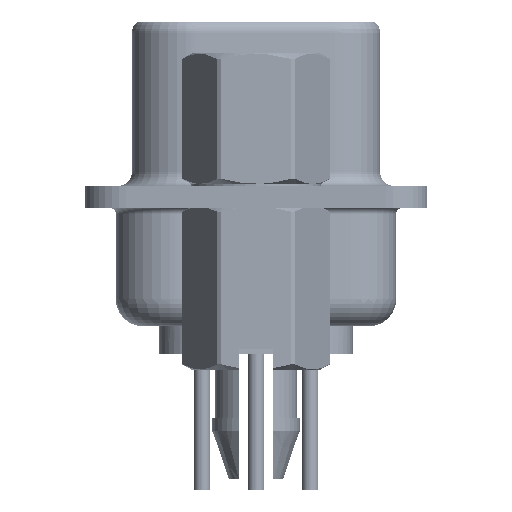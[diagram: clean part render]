
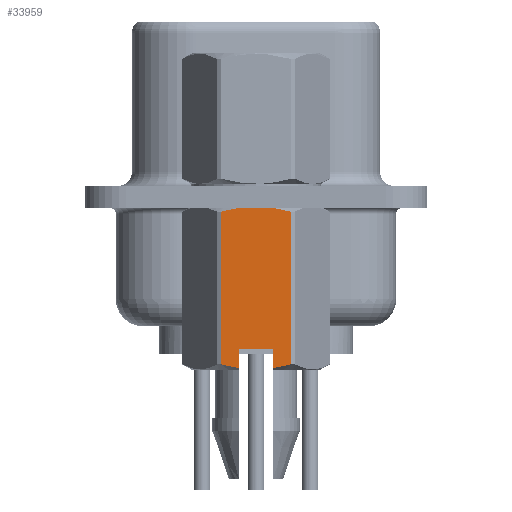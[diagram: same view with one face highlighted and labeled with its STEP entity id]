
A CAD part, left-side view. The second image highlights one B-rep face of the part: STEP entity #33959.
In plain terms, the highlighted planar face has unit normal (-1, 0, 0).
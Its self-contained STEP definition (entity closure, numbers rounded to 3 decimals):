
#192 = CARTESIAN_POINT ( 'NONE',  ( -2.381, 0.215, -0.368 ) ) ;
#367 = CARTESIAN_POINT ( 'NONE',  ( -2.381, -1.06, -6.206 ) ) ;
#1635 = CARTESIAN_POINT ( 'NONE',  ( -2.381, 1.273, -0.552 ) ) ;
#2127 = VERTEX_POINT ( 'NONE', #33063 ) ;
#2320 = EDGE_CURVE ( 'NONE', #17271, #27337, #3025, .T. ) ;
#2599 = CARTESIAN_POINT ( 'NONE',  ( -2.381, 1.066, -0.496 ) ) ;
#2804 = CARTESIAN_POINT ( 'NONE',  ( -2.381, 0., -0.368 ) ) ;
#2817 = EDGE_CURVE ( 'NONE', #27337, #34086, #20330, .T. ) ;
#2997 = CARTESIAN_POINT ( 'NONE',  ( -2.381, 1.273, -6.148 ) ) ;
#3025 = LINE ( 'NONE', #15234, #23180 ) ;
#3192 = ORIENTED_EDGE ( 'NONE', *, *, #34523, .T. ) ;
#3549 = VERTEX_POINT ( 'NONE', #18201 ) ;
#3766 = VECTOR ( 'NONE', #18684, 1000. ) ;
#3838 = LINE ( 'NONE', #12870, #20198 ) ;
#5441 = PLANE ( 'NONE',  #34060 ) ;
#6965 = VERTEX_POINT ( 'NONE', #10679 ) ;
#7386 = EDGE_LOOP ( 'NONE', ( #38990, #32106, #26447, #12026, #37047, #38819, #3192, #22281, #12510 ) ) ;
#7741 = CARTESIAN_POINT ( 'NONE',  ( -2.381, -0.215, -0.368 ) ) ;
#8064 = CARTESIAN_POINT ( 'NONE',  ( -2.381, 0., -0.368 ) ) ;
#8495 = VECTOR ( 'NONE', #38342, 1000. ) ;
#10572 = CARTESIAN_POINT ( 'NONE',  ( -2.381, -0.428, -0.385 ) ) ;
#10679 = CARTESIAN_POINT ( 'NONE',  ( -2.381, 1.273, -6.148 ) ) ;
#10949 = CARTESIAN_POINT ( 'NONE',  ( -2.381, 0., -0.368 ) ) ;
#12026 = ORIENTED_EDGE ( 'NONE', *, *, #27535, .T. ) ;
#12199 = CARTESIAN_POINT ( 'NONE',  ( -2.381, -0.625, -6.285 ) ) ;
#12510 = ORIENTED_EDGE ( 'NONE', *, *, #28180, .T. ) ;
#12870 = CARTESIAN_POINT ( 'NONE',  ( -2.381, 1.273, 0.581 ) ) ;
#14079 = DIRECTION ( 'NONE',  ( -1., 0., 0. ) ) ;
#14451 = DIRECTION ( 'NONE',  ( 0., 1., 0. ) ) ;
#14811 = CARTESIAN_POINT ( 'NONE',  ( -2.381, 0.858, -0.45 ) ) ;
#14858 = CARTESIAN_POINT ( 'NONE',  ( -2.381, 0.625, -6.285 ) ) ;
#15234 = CARTESIAN_POINT ( 'NONE',  ( -2.381, -0.625, -5.6 ) ) ;
#16293 = CARTESIAN_POINT ( 'NONE',  ( -2.381, -0.625, -5.6 ) ) ;
#16878 = CARTESIAN_POINT ( 'NONE',  ( -2.381, -1.375, -0.35 ) ) ;
#17271 = VERTEX_POINT ( 'NONE', #34078 ) ;
#17609 = CARTESIAN_POINT ( 'NONE',  ( -2.381, 0.845, -6.253 ) ) ;
#18047 = EDGE_CURVE ( 'NONE', #22964, #6965, #3838, .T. ) ;
#18091 = LINE ( 'NONE', #36932, #3766 ) ;
#18188 = B_SPLINE_CURVE_WITH_KNOTS ( 'NONE', 3,
 ( #2997, #30418, #17609, #23788 ),
 .UNSPECIFIED., .F., .F.,
 ( 4, 4 ),
 ( 0.001, 0.002 ),
 .UNSPECIFIED. ) ;
#18201 = CARTESIAN_POINT ( 'NONE',  ( -2.381, -0.625, -6.285 ) ) ;
#18427 = CARTESIAN_POINT ( 'NONE',  ( -2.381, 0.432, -0.385 ) ) ;
#18684 = DIRECTION ( 'NONE',  ( 0., 0., 1. ) ) ;
#18884 = B_SPLINE_CURVE_WITH_KNOTS ( 'NONE', 3,
 ( #2804, #192, #18427, #14811, #2599, #21206 ),
 .UNSPECIFIED., .F., .F.,
 ( 4, 2, 4 ),
 ( 0.004, 0.004, 0.005 ),
 .UNSPECIFIED. ) ;
#19178 = B_SPLINE_CURVE_WITH_KNOTS ( 'NONE', 3,
 ( #12199, #24024, #367, #21199 ),
 .UNSPECIFIED., .F., .F.,
 ( 4, 4 ),
 ( 0.003, 0.004 ),
 .UNSPECIFIED. ) ;
#19784 = CARTESIAN_POINT ( 'NONE',  ( -2.381, -1.273, -0.552 ) ) ;
#19966 = CARTESIAN_POINT ( 'NONE',  ( -2.381, -1.065, -0.496 ) ) ;
#20198 = VECTOR ( 'NONE', #34300, 1000. ) ;
#20330 = LINE ( 'NONE', #34951, #8495 ) ;
#20950 = B_SPLINE_CURVE_WITH_KNOTS ( 'NONE', 3,
 ( #19784, #19966, #32381, #10572, #7741, #10949 ),
 .UNSPECIFIED., .F., .F.,
 ( 4, 2, 4 ),
 ( 0.003, 0.003, 0.004 ),
 .UNSPECIFIED. ) ;
#21199 = CARTESIAN_POINT ( 'NONE',  ( -2.381, -1.273, -6.148 ) ) ;
#21206 = CARTESIAN_POINT ( 'NONE',  ( -2.381, 1.273, -0.552 ) ) ;
#21870 = VECTOR ( 'NONE', #25496, 1000. ) ;
#22281 = ORIENTED_EDGE ( 'NONE', *, *, #18047, .T. ) ;
#22300 = LINE ( 'NONE', #16293, #21870 ) ;
#22964 = VERTEX_POINT ( 'NONE', #1635 ) ;
#23099 = CARTESIAN_POINT ( 'NONE',  ( -2.381, -1.273, -6.148 ) ) ;
#23180 = VECTOR ( 'NONE', #14451, 1000. ) ;
#23788 = CARTESIAN_POINT ( 'NONE',  ( -2.381, 0.625, -6.285 ) ) ;
#24024 = CARTESIAN_POINT ( 'NONE',  ( -2.381, -0.842, -6.254 ) ) ;
#25454 = CARTESIAN_POINT ( 'NONE',  ( -2.381, 0.625, -5.6 ) ) ;
#25496 = DIRECTION ( 'NONE',  ( 0., 0., -1. ) ) ;
#26447 = ORIENTED_EDGE ( 'NONE', *, *, #26755, .T. ) ;
#26755 = EDGE_CURVE ( 'NONE', #17271, #3549, #22300, .T. ) ;
#26999 = VERTEX_POINT ( 'NONE', #8064 ) ;
#27337 = VERTEX_POINT ( 'NONE', #25454 ) ;
#27535 = EDGE_CURVE ( 'NONE', #3549, #32956, #19178, .T. ) ;
#28180 = EDGE_CURVE ( 'NONE', #6965, #34086, #18188, .T. ) ;
#29084 = DIRECTION ( 'NONE',  ( 0., 0., 1. ) ) ;
#29822 = EDGE_CURVE ( 'NONE', #2127, #26999, #20950, .T. ) ;
#30418 = CARTESIAN_POINT ( 'NONE',  ( -2.381, 1.06, -6.206 ) ) ;
#31518 = EDGE_CURVE ( 'NONE', #32956, #2127, #18091, .T. ) ;
#32106 = ORIENTED_EDGE ( 'NONE', *, *, #2320, .F. ) ;
#32279 = FACE_OUTER_BOUND ( 'NONE', #7386, .T. ) ;
#32381 = CARTESIAN_POINT ( 'NONE',  ( -2.381, -0.853, -0.449 ) ) ;
#32956 = VERTEX_POINT ( 'NONE', #23099 ) ;
#33063 = CARTESIAN_POINT ( 'NONE',  ( -2.381, -1.273, -0.552 ) ) ;
#33959 = ADVANCED_FACE ( 'NONE', ( #32279 ), #5441, .T. ) ;
#34060 = AXIS2_PLACEMENT_3D ( 'NONE', #16878, #14079, #29084 ) ;
#34078 = CARTESIAN_POINT ( 'NONE',  ( -2.381, -0.625, -5.6 ) ) ;
#34086 = VERTEX_POINT ( 'NONE', #14858 ) ;
#34300 = DIRECTION ( 'NONE',  ( 0., 0., -1. ) ) ;
#34523 = EDGE_CURVE ( 'NONE', #26999, #22964, #18884, .T. ) ;
#34951 = CARTESIAN_POINT ( 'NONE',  ( -2.381, 0.625, -5.6 ) ) ;
#36932 = CARTESIAN_POINT ( 'NONE',  ( -2.381, -1.273, 0.581 ) ) ;
#37047 = ORIENTED_EDGE ( 'NONE', *, *, #31518, .T. ) ;
#38342 = DIRECTION ( 'NONE',  ( 0., 0., -1. ) ) ;
#38819 = ORIENTED_EDGE ( 'NONE', *, *, #29822, .T. ) ;
#38990 = ORIENTED_EDGE ( 'NONE', *, *, #2817, .F. ) ;
